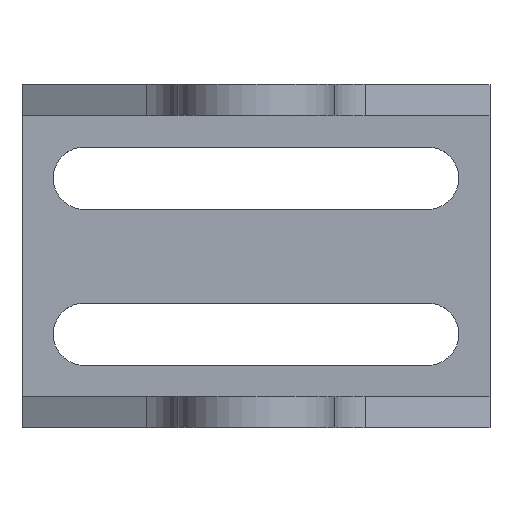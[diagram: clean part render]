
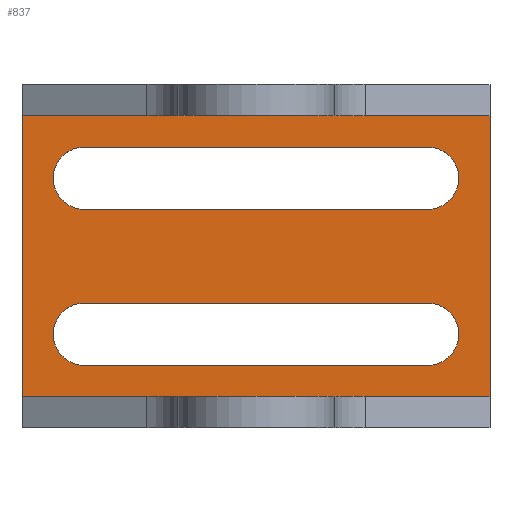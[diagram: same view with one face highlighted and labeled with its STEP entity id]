
A CAD part, top view. The second image highlights one B-rep face of the part: STEP entity #837.
In plain terms, the highlighted planar face has unit normal (0, 0, 1).
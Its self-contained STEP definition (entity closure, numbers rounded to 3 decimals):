
#19=FACE_BOUND('',#128,.T.);
#20=FACE_BOUND('',#129,.T.);
#28=CIRCLE('',#890,10.);
#30=CIRCLE('',#894,10.);
#32=CIRCLE('',#898,10.);
#34=CIRCLE('',#902,10.);
#81=FACE_OUTER_BOUND('',#127,.T.);
#127=EDGE_LOOP('',(#601,#602,#603,#604));
#128=EDGE_LOOP('',(#605,#606,#607,#608));
#129=EDGE_LOOP('',(#609,#610,#611,#612));
#171=LINE('',#1211,#263);
#175=LINE('',#1223,#267);
#179=LINE('',#1235,#271);
#183=LINE('',#1247,#275);
#187=LINE('',#1259,#279);
#190=LINE('',#1265,#282);
#193=LINE('',#1271,#285);
#196=LINE('',#1275,#288);
#263=VECTOR('',#967,10.);
#267=VECTOR('',#979,10.);
#271=VECTOR('',#991,10.);
#275=VECTOR('',#1003,10.);
#279=VECTOR('',#1015,10.);
#282=VECTOR('',#1020,10.);
#285=VECTOR('',#1025,10.);
#288=VECTOR('',#1030,10.);
#355=VERTEX_POINT('',#1208);
#356=VERTEX_POINT('',#1210);
#358=VERTEX_POINT('',#1216);
#360=VERTEX_POINT('',#1222);
#363=VERTEX_POINT('',#1232);
#364=VERTEX_POINT('',#1234);
#366=VERTEX_POINT('',#1240);
#368=VERTEX_POINT('',#1246);
#371=VERTEX_POINT('',#1256);
#372=VERTEX_POINT('',#1258);
#374=VERTEX_POINT('',#1264);
#376=VERTEX_POINT('',#1270);
#435=EDGE_CURVE('',#356,#355,#171,.T.);
#438=EDGE_CURVE('',#358,#356,#28,.T.);
#441=EDGE_CURVE('',#360,#358,#175,.T.);
#444=EDGE_CURVE('',#355,#360,#30,.T.);
#447=EDGE_CURVE('',#364,#363,#179,.T.);
#450=EDGE_CURVE('',#366,#364,#32,.T.);
#453=EDGE_CURVE('',#368,#366,#183,.T.);
#456=EDGE_CURVE('',#363,#368,#34,.T.);
#459=EDGE_CURVE('',#372,#371,#187,.T.);
#462=EDGE_CURVE('',#374,#372,#190,.T.);
#465=EDGE_CURVE('',#376,#374,#193,.T.);
#468=EDGE_CURVE('',#371,#376,#196,.T.);
#601=ORIENTED_EDGE('',*,*,#468,.T.);
#602=ORIENTED_EDGE('',*,*,#465,.T.);
#603=ORIENTED_EDGE('',*,*,#462,.T.);
#604=ORIENTED_EDGE('',*,*,#459,.T.);
#605=ORIENTED_EDGE('',*,*,#456,.T.);
#606=ORIENTED_EDGE('',*,*,#453,.T.);
#607=ORIENTED_EDGE('',*,*,#450,.T.);
#608=ORIENTED_EDGE('',*,*,#447,.T.);
#609=ORIENTED_EDGE('',*,*,#444,.T.);
#610=ORIENTED_EDGE('',*,*,#441,.T.);
#611=ORIENTED_EDGE('',*,*,#438,.T.);
#612=ORIENTED_EDGE('',*,*,#435,.T.);
#801=PLANE('',#907);
#837=ADVANCED_FACE('',(#81,#19,#20),#801,.T.);
#890=AXIS2_PLACEMENT_3D('',#1217,#973,#974);
#894=AXIS2_PLACEMENT_3D('',#1227,#985,#986);
#898=AXIS2_PLACEMENT_3D('',#1241,#997,#998);
#902=AXIS2_PLACEMENT_3D('',#1251,#1009,#1010);
#907=AXIS2_PLACEMENT_3D('',#1276,#1031,#1032);
#967=DIRECTION('',(-1.,0.,0.));
#973=DIRECTION('center_axis',(0.,0.,-1.));
#974=DIRECTION('ref_axis',(0.,-1.,0.));
#979=DIRECTION('',(1.,0.,0.));
#985=DIRECTION('center_axis',(0.,0.,-1.));
#986=DIRECTION('ref_axis',(0.,1.,0.));
#991=DIRECTION('',(-1.,0.,0.));
#997=DIRECTION('center_axis',(0.,0.,-1.));
#998=DIRECTION('ref_axis',(0.,-1.,0.));
#1003=DIRECTION('',(1.,0.,0.));
#1009=DIRECTION('center_axis',(0.,0.,-1.));
#1010=DIRECTION('ref_axis',(0.,1.,0.));
#1015=DIRECTION('',(-1.,0.,0.));
#1020=DIRECTION('',(0.,1.,0.));
#1025=DIRECTION('',(1.,0.,0.));
#1030=DIRECTION('',(0.,-1.,0.));
#1031=DIRECTION('center_axis',(0.,0.,1.));
#1032=DIRECTION('ref_axis',(1.,0.,0.));
#1208=CARTESIAN_POINT('',(20.,20.,10.));
#1210=CARTESIAN_POINT('',(130.,20.,10.));
#1211=CARTESIAN_POINT('',(20.,20.,10.));
#1216=CARTESIAN_POINT('',(130.,40.,10.));
#1217=CARTESIAN_POINT('Origin',(130.,30.,10.));
#1222=CARTESIAN_POINT('',(20.,40.,10.));
#1223=CARTESIAN_POINT('',(130.,40.,10.));
#1227=CARTESIAN_POINT('Origin',(20.,30.,10.));
#1232=CARTESIAN_POINT('',(20.,70.,10.));
#1234=CARTESIAN_POINT('',(130.,70.,10.));
#1235=CARTESIAN_POINT('',(20.,70.,10.));
#1240=CARTESIAN_POINT('',(130.,90.,10.));
#1241=CARTESIAN_POINT('Origin',(130.,80.,10.));
#1246=CARTESIAN_POINT('',(20.,90.,10.));
#1247=CARTESIAN_POINT('',(130.,90.,10.));
#1251=CARTESIAN_POINT('Origin',(20.,80.,10.));
#1256=CARTESIAN_POINT('',(0.,110.,10.));
#1258=CARTESIAN_POINT('',(150.,110.,10.));
#1259=CARTESIAN_POINT('',(0.,110.,10.));
#1264=CARTESIAN_POINT('',(150.,0.,10.));
#1265=CARTESIAN_POINT('',(150.,0.,10.));
#1270=CARTESIAN_POINT('',(0.,0.,10.));
#1271=CARTESIAN_POINT('',(0.,0.,10.));
#1275=CARTESIAN_POINT('',(0.,110.,10.));
#1276=CARTESIAN_POINT('Origin',(75.,55.,10.));
